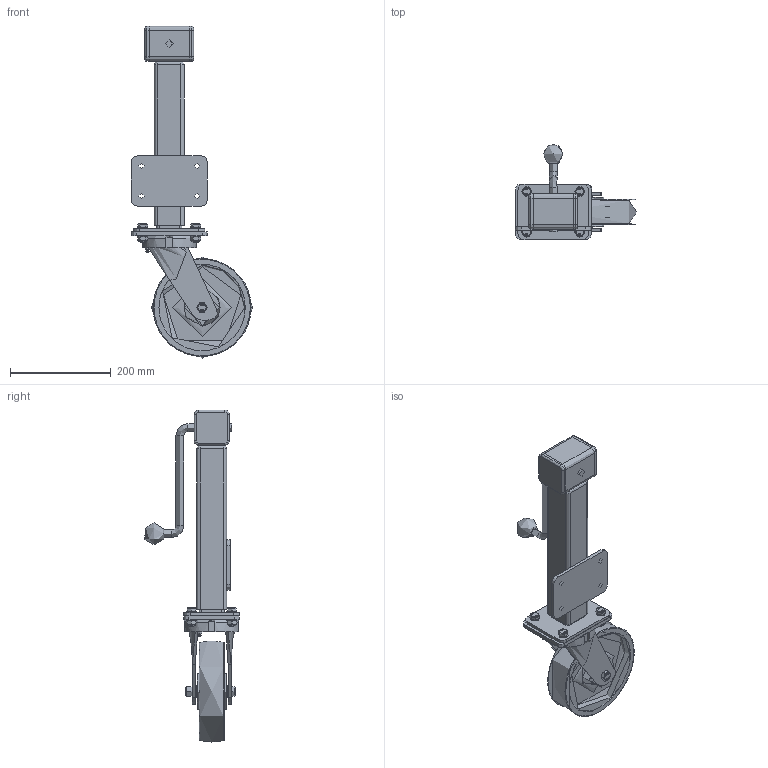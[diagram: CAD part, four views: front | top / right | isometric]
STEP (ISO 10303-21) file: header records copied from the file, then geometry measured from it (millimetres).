
FILE_DESCRIPTION(/* description */ (''),/* implementation_level */ '2;1');
FILE_NAME(/* name */ 'JAZHSK200NYBJ.step',/* time_stamp */ '2024-08-06T16:54:44+01:00',/* author */ (''),/* organization */ (''),/* preprocessor_version */ 'ST-DEVELOPER v20',/* originating_system */ 'Autodesk Translation Framework v13.14.0.145',/* authorisation */ '');
FILE_SCHEMA (('AUTOMOTIVE_DESIGN { 1 0 10303 214 3 1 1 }'));
Products named in the file (80): JAZHSK200NYBJ; BZK200AS v1; FABRICATED STEEL FORKS; FABRICATED STEEL FORKS Geometry; GREESE NIPPLE; FABRICATED STEEL TOP PLATE; BZXH200WNYBJM20 v1; BZXH200WNYBJ; WHITE NYLON WHEEL; BSM20XM30; ZINC PLATED BEARING SPACER; BEARING6204; BEARING62042; BALL BEARINGS; BEARING6204 (1); BEARING62042 (1); BALL BEARINGS (1); Component3; INNER; OUTER; MIDDLE; RUBBER (1); JAZXH v1; SIDE WINDING JACKING UNIT; BASE; MAIN BODY; RUBBER; HANDLE; HAND GRIP; PLATE; TH20X2X12 v1; ZINC PLATED HEADED SPACER; TH20X2X12 v1 (1); ZINC PLATED HEADED SPACER (1); HEXBOLTM12X90Z8.8 v2; GRADE 8.8 ZINC PLATED BOLT; NYLOCM12Z14MM v1; NYLOC NUT; NUT; RUBBER (2) ...
Assembly tree (98 placements, depth 6):
  JAZHSK200NYBJ
    BZK200AS v1
      FABRICATED STEEL FORKS
        FABRICATED STEEL FORKS Geometry
        GREESE NIPPLE
      FABRICATED STEEL TOP PLATE
    BZXH200WNYBJM20 v1
      BZXH200WNYBJ
        WHITE NYLON WHEEL
      BSM20XM30
        ZINC PLATED BEARING SPACER
      BEARING6204
        BEARING62042
          INNER
          OUTER
          BALL BEARINGS
            Component3  x8
          MIDDLE
          RUBBER (1)
      BEARING6204 (1)
        BEARING62042 (1)
          BALL BEARINGS (1)
            Component3  x8
          INNER
          OUTER
          MIDDLE
          RUBBER (1)
    JAZXH v1
      SIDE WINDING JACKING UNIT
        BASE
        MAIN BODY
        RUBBER
        HANDLE
        HAND GRIP
        PLATE
    TH20X2X12 v1
      ZINC PLATED HEADED SPACER
    TH20X2X12 v1 (1)
      ZINC PLATED HEADED SPACER (1)
    HEXBOLTM12X90Z8.8 v2
      GRADE 8.8 ZINC PLATED BOLT
    NYLOCM12Z14MM v1
      NYLOC NUT
        NUT
        RUBBER (2)
    WM10X21X2 v1
      ZINC PLATED WASHER
    WM10X21X2 v1 (1)
      ZINC PLATED WASHER (1)
    WM10X21X2 v1 (2)
      ZINC PLATED WASHER (2)
    WM10X21X2 v1 (3)
      ZINC PLATED WASHER (3)
    WM10X21X2 v1 (4)
      ZINC PLATED WASHER (4)
    WM10X21X2 v1 (5)
      ZINC PLATED WASHER (5)
    WM10X21X2 v1 (6)
      ZINC PLATED WASHER (6)
    WM10X21X2 v1 (7)
Bounding box: 240 x 188.09 x 657.5 mm (x, y, z)
Volume: 2219491.6 mm3; surface area: 724161.7 mm2
Topology: 64 solids, 64 shells, 2103 faces, 5182 edges, 3323 vertices
Faces by surface type: plane 794, cylinder 646, bspline 446, sphere 149, torus 62, cone 6
Full cylindrical faces by diameter (mm): 8.141 x24, 9.836 x16, 9.85 x48, 10 x12, 10.5 x8, 11 x4, 11.834 x16, 12 x11, 12.2 x2, 13 x2, 14 x2, 15.75 x4, 16 x10, 17.75 x1, 18.5 x1, 19.8 x2, 20 x10, 21.5 x1, 25 x2, 25.4 x1, 27 x2, 28.5 x8, 30.8 x4, 31.3 x4, 39 x1, 40.3 x4, 40.5 x4, 40.8 x4, 42 x10, 47 x4
Entity records: 80740 total; most frequent: CARTESIAN_POINT 39518, ORIENTED_EDGE 8392, DIRECTION 7685, EDGE_CURVE 4196, AXIS2_PLACEMENT_3D 2883, VERTEX_POINT 2685, EDGE_LOOP 1991, LINE 1919
